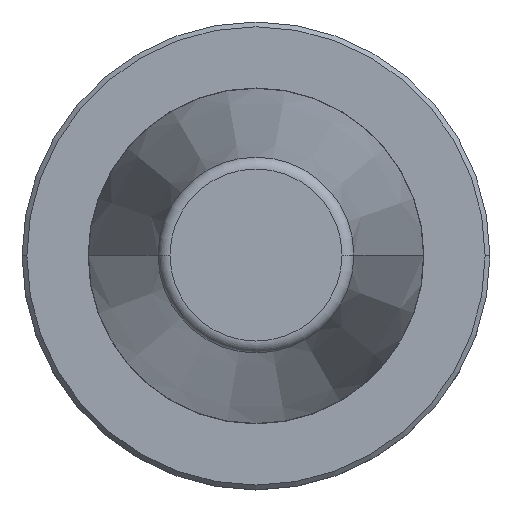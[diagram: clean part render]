
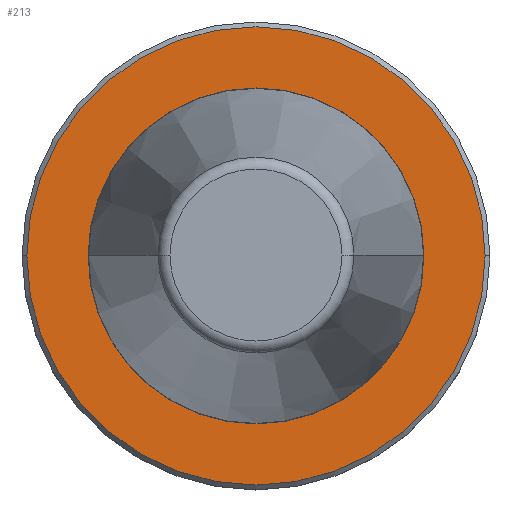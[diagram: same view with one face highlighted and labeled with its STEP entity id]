
A CAD part, top view. The second image highlights one B-rep face of the part: STEP entity #213.
In plain terms, the highlighted planar face has unit normal (0, 0, 1).
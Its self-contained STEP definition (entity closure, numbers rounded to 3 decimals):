
#7 = CIRCLE ( 'NONE', #484, 35. ) ;
#27 = CARTESIAN_POINT ( 'NONE',  ( 0., 0., -3.2 ) ) ;
#39 = AXIS2_PLACEMENT_3D ( 'NONE', #372, #300, #587 ) ;
#42 = VERTEX_POINT ( 'NONE', #205 ) ;
#96 = CIRCLE ( 'NONE', #777, 35. ) ;
#114 = CARTESIAN_POINT ( 'NONE',  ( 0., 0., -3.2 ) ) ;
#125 = DIRECTION ( 'NONE',  ( 0., 0., 1. ) ) ;
#132 = CARTESIAN_POINT ( 'NONE',  ( 0., 0., -3.2 ) ) ;
#192 = DIRECTION ( 'NONE',  ( 1., 0., 0. ) ) ;
#205 = CARTESIAN_POINT ( 'NONE',  ( -35., 0., -3.2 ) ) ;
#213 = ADVANCED_FACE ( 'NONE', ( #846, #442 ), #480, .F. ) ;
#221 = ORIENTED_EDGE ( 'NONE', *, *, #508, .F. ) ;
#261 = VERTEX_POINT ( 'NONE', #742 ) ;
#300 = DIRECTION ( 'NONE',  ( 0., 0., -1. ) ) ;
#314 = ORIENTED_EDGE ( 'NONE', *, *, #392, .T. ) ;
#360 = CARTESIAN_POINT ( 'NONE',  ( 35., 0., -3.2 ) ) ;
#372 = CARTESIAN_POINT ( 'NONE',  ( 0., 47.75, -3.2 ) ) ;
#376 = ORIENTED_EDGE ( 'NONE', *, *, #624, .F. ) ;
#392 = EDGE_CURVE ( 'NONE', #486, #261, #709, .T. ) ;
#442 = FACE_OUTER_BOUND ( 'NONE', #831, .T. ) ;
#480 = PLANE ( 'NONE',  #39 ) ;
#484 = AXIS2_PLACEMENT_3D ( 'NONE', #529, #125, #192 ) ;
#486 = VERTEX_POINT ( 'NONE', #900 ) ;
#508 = EDGE_CURVE ( 'NONE', #42, #850, #96, .T. ) ;
#516 = DIRECTION ( 'NONE',  ( 0., 0., 1. ) ) ;
#529 = CARTESIAN_POINT ( 'NONE',  ( 0., 0., -3.2 ) ) ;
#550 = EDGE_LOOP ( 'NONE', ( #376, #221 ) ) ;
#587 = DIRECTION ( 'NONE',  ( -1., 0., 0. ) ) ;
#624 = EDGE_CURVE ( 'NONE', #850, #42, #7, .T. ) ;
#709 = CIRCLE ( 'NONE', #975, 47.75 ) ;
#714 = EDGE_CURVE ( 'NONE', #261, #486, #781, .T. ) ;
#724 = DIRECTION ( 'NONE',  ( 0., 0., 1. ) ) ;
#742 = CARTESIAN_POINT ( 'NONE',  ( -47.75, 0., -3.2 ) ) ;
#777 = AXIS2_PLACEMENT_3D ( 'NONE', #132, #810, #970 ) ;
#781 = CIRCLE ( 'NONE', #937, 47.75 ) ;
#810 = DIRECTION ( 'NONE',  ( 0., 0., 1. ) ) ;
#831 = EDGE_LOOP ( 'NONE', ( #840, #314 ) ) ;
#840 = ORIENTED_EDGE ( 'NONE', *, *, #714, .T. ) ;
#846 = FACE_BOUND ( 'NONE', #550, .T. ) ;
#850 = VERTEX_POINT ( 'NONE', #360 ) ;
#879 = DIRECTION ( 'NONE',  ( 1., 0., 0. ) ) ;
#900 = CARTESIAN_POINT ( 'NONE',  ( 47.75, 0., -3.2 ) ) ;
#937 = AXIS2_PLACEMENT_3D ( 'NONE', #114, #724, #879 ) ;
#961 = DIRECTION ( 'NONE',  ( 1., 0., 0. ) ) ;
#970 = DIRECTION ( 'NONE',  ( 1., 0., 0. ) ) ;
#975 = AXIS2_PLACEMENT_3D ( 'NONE', #27, #516, #961 ) ;
